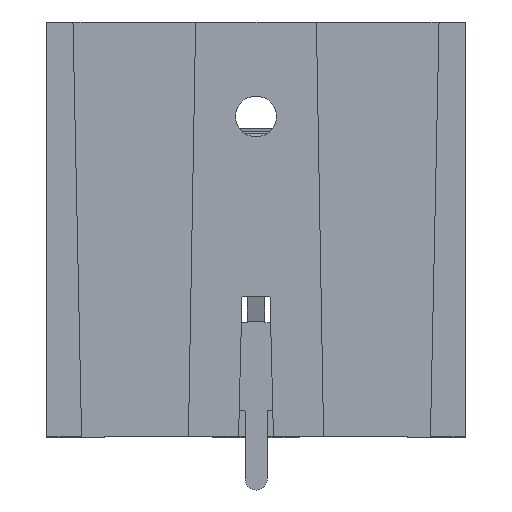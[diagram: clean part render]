
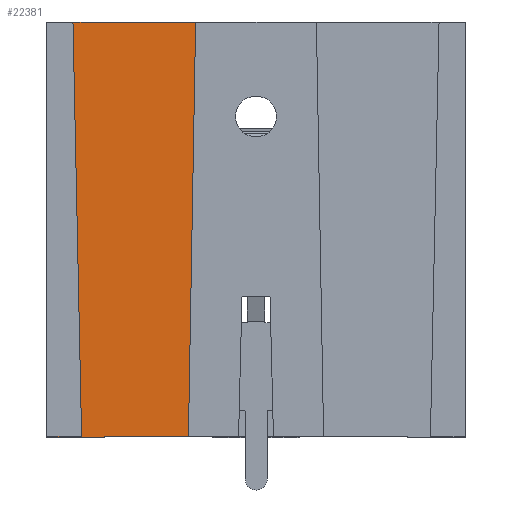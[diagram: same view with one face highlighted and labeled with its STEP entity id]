
A CAD part, left-side view. The second image highlights one B-rep face of the part: STEP entity #22381.
In plain terms, the highlighted face is planar.
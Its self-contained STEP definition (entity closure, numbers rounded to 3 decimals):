
#17402 = VERTEX_POINT('',#17403);
#17403 = CARTESIAN_POINT('',(19.05,0.,0.8));
#17409 = EDGE_CURVE('',#17402,#17410,#17412,.T.);
#17410 = VERTEX_POINT('',#17411);
#17411 = CARTESIAN_POINT('',(24.8,0.,0.8));
#17412 = LINE('',#17413,#17414);
#17413 = CARTESIAN_POINT('',(18.588,0.,0.8));
#17414 = VECTOR('',#17415,1.);
#17415 = DIRECTION('',(1.,0.,0.));
#19749 = VERTEX_POINT('',#19750);
#19750 = CARTESIAN_POINT('',(28.8,-0.1,0.8));
#19756 = EDGE_CURVE('',#19757,#19749,#19759,.T.);
#19757 = VERTEX_POINT('',#19758);
#19758 = CARTESIAN_POINT('',(28.8,0.,0.8));
#19759 = LINE('',#19760,#19761);
#19760 = CARTESIAN_POINT('',(28.8,0.,0.8));
#19761 = VECTOR('',#19762,1.);
#19762 = DIRECTION('',(0.,-1.,0.));
#21632 = EDGE_CURVE('',#17410,#21633,#21635,.T.);
#21633 = VERTEX_POINT('',#21634);
#21634 = CARTESIAN_POINT('',(24.8,-0.1,0.8));
#21635 = LINE('',#21636,#21637);
#21636 = CARTESIAN_POINT('',(24.8,0.,0.8));
#21637 = VECTOR('',#21638,1.);
#21638 = DIRECTION('',(0.,-1.,0.));
#21701 = EDGE_CURVE('',#21633,#19749,#21702,.T.);
#21702 = LINE('',#21703,#21704);
#21703 = CARTESIAN_POINT('',(28.8,-0.1,0.8));
#21704 = VECTOR('',#21705,1.);
#21705 = DIRECTION('',(1.,0.,0.));
#21715 = EDGE_CURVE('',#19757,#21716,#21718,.T.);
#21716 = VERTEX_POINT('',#21717);
#21717 = CARTESIAN_POINT('',(26.4,0.,0.8));
#21718 = LINE('',#21719,#21720);
#21719 = CARTESIAN_POINT('',(19.6,0.,0.8));
#21720 = VECTOR('',#21721,1.);
#21721 = DIRECTION('',(-1.,0.,0.));
#22285 = VERTEX_POINT('',#22286);
#22286 = CARTESIAN_POINT('',(26.994,28.5,0.8));
#22292 = EDGE_CURVE('',#22285,#22293,#22295,.T.);
#22293 = VERTEX_POINT('',#22294);
#22294 = CARTESIAN_POINT('',(18.555,28.5,0.8));
#22295 = LINE('',#22296,#22297);
#22296 = CARTESIAN_POINT('',(18.588,28.5,0.8));
#22297 = VECTOR('',#22298,1.);
#22298 = DIRECTION('',(-1.,0.,0.));
#22348 = EDGE_CURVE('',#22293,#17402,#22349,.T.);
#22349 = LINE('',#22350,#22351);
#22350 = CARTESIAN_POINT('',(18.55,28.8,0.8));
#22351 = VECTOR('',#22352,1.);
#22352 = DIRECTION('',(0.017,-1.,0.));
#22370 = EDGE_CURVE('',#21716,#22285,#22371,.T.);
#22371 = LINE('',#22372,#22373);
#22372 = CARTESIAN_POINT('',(27.,28.8,0.8));
#22373 = VECTOR('',#22374,1.);
#22374 = DIRECTION('',(0.021,1.,0.));
#22381 = ADVANCED_FACE('',(#22382),#22392,.F.);
#22382 = FACE_BOUND('',#22383,.T.);
#22383 = EDGE_LOOP('',(#22384,#22385,#22386,#22387,#22388,#22389,#22390,
    #22391));
#22384 = ORIENTED_EDGE('',*,*,#17409,.F.);
#22385 = ORIENTED_EDGE('',*,*,#22348,.F.);
#22386 = ORIENTED_EDGE('',*,*,#22292,.F.);
#22387 = ORIENTED_EDGE('',*,*,#22370,.F.);
#22388 = ORIENTED_EDGE('',*,*,#21715,.F.);
#22389 = ORIENTED_EDGE('',*,*,#19756,.T.);
#22390 = ORIENTED_EDGE('',*,*,#21701,.F.);
#22391 = ORIENTED_EDGE('',*,*,#21632,.F.);
#22392 = PLANE('',#22393);
#22393 = AXIS2_PLACEMENT_3D('',#22394,#22395,#22396);
#22394 = CARTESIAN_POINT('',(22.775,14.4,0.8));
#22395 = DIRECTION('',(0.,0.,1.));
#22396 = DIRECTION('',(1.,0.,-0.));
